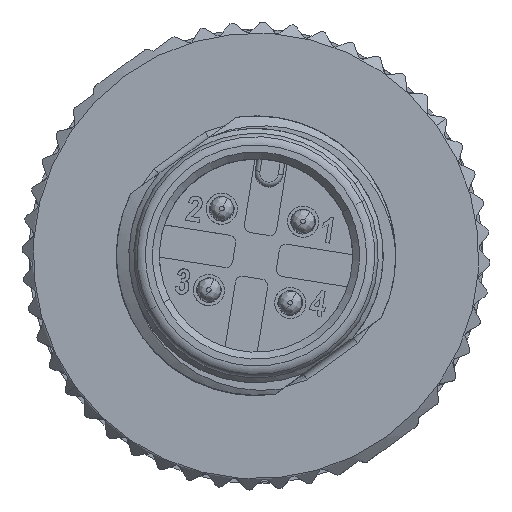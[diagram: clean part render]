
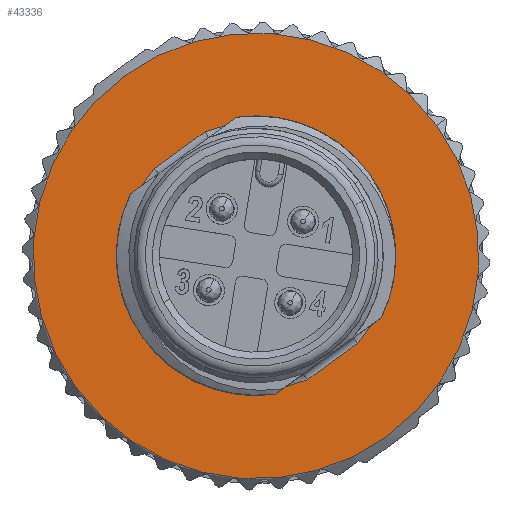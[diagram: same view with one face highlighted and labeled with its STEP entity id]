
A CAD part, top view. The second image highlights one B-rep face of the part: STEP entity #43336.
In plain terms, the highlighted planar face has unit normal (0, 0, 1).
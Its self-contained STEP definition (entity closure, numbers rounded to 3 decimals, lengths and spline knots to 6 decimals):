
#14789=CARTESIAN_POINT('',(-0.016873,0.,0.0148));
#14790=DIRECTION('',(0.,0.,1.));
#14791=DIRECTION('',(0.811,0.585,0.));
#14792=AXIS2_PLACEMENT_3D('',#14789,#14790,#14791);
#14794=CARTESIAN_POINT('',(-0.016873,0.,0.0148));
#14795=DIRECTION('',(0.,0.,1.));
#14796=DIRECTION('',(-0.811,-0.585,0.));
#14797=AXIS2_PLACEMENT_3D('',#14794,#14795,#14796);
#14799=CARTESIAN_POINT('',(-0.016873,0.,0.0148));
#14800=DIRECTION('',(0.,0.,-1.));
#14801=DIRECTION('',(0.379,-0.925,0.));
#14802=AXIS2_PLACEMENT_3D('',#14799,#14800,#14801);
#14804=CARTESIAN_POINT('',(-0.016873,0.,0.0148));
#14805=DIRECTION('',(0.,0.,-1.));
#14806=DIRECTION('',(0.811,0.585,0.));
#14807=AXIS2_PLACEMENT_3D('',#14804,#14805,#14806);
#14809=CARTESIAN_POINT('',(-0.016873,0.,0.0148));
#14810=DIRECTION('',(0.,0.,-1.));
#14811=DIRECTION('',(-0.379,0.925,0.));
#14812=AXIS2_PLACEMENT_3D('',#14809,#14810,#14811);
#14814=DIRECTION('',(-0.811,-0.585,0.));
#14815=VECTOR('',#14814,0.002696);
#14816=CARTESIAN_POINT('',(-0.019059,0.005329,0.0148));
#14817=LINE('',#14816,#14815);
#14824=CARTESIAN_POINT('',(-0.019059,0.005329,0.0148));
#14844=CARTESIAN_POINT('',(-0.021245,0.003751,0.0148));
#14868=DIRECTION('',(0.811,0.585,0.));
#14869=VECTOR('',#14868,0.002696);
#14870=CARTESIAN_POINT('',(-0.014688,-0.005329,0.0148));
#14871=LINE('',#14870,#14869);
#20854=VERTEX_POINT('',#14844);
#20857=VERTEX_POINT('',#14824);
#22160=CARTESIAN_POINT('',(-0.012204,0.003372,0.0148));
#22161=VERTEX_POINT('',#22160);
#22162=CARTESIAN_POINT('',(-0.012502,-0.003751,0.0148));
#22163=VERTEX_POINT('',#22162);
#22164=CARTESIAN_POINT('',(-0.014688,-0.005329,0.0148));
#22165=VERTEX_POINT('',#22164);
#23226=CARTESIAN_POINT('',(-0.024632,-0.005603,0.0148));
#23228=VERTEX_POINT('',#23226);
#23230=CARTESIAN_POINT('',(-0.009115,0.005603,0.0148));
#23232=VERTEX_POINT('',#23230);
#43315=CARTESIAN_POINT('',(-0.012447,0.003196,0.0148));
#43316=DIRECTION('',(0.,0.,1.));
#43317=DIRECTION('',(-0.811,-0.585,0.));
#43318=AXIS2_PLACEMENT_3D('',#43315,#43316,#43317);
#43319=PLANE('',#43318);
#43320=ORIENTED_EDGE('',*,*,#40409,.F.);
#43321=ORIENTED_EDGE('',*,*,#40812,.F.);
#43322=EDGE_LOOP('',(#43320,#43321));
#43323=FACE_OUTER_BOUND('',#43322,.F.);
#43325=ORIENTED_EDGE('',*,*,#43324,.T.);
#43327=ORIENTED_EDGE('',*,*,#43326,.F.);
#43329=ORIENTED_EDGE('',*,*,#43328,.T.);
#43331=ORIENTED_EDGE('',*,*,#43330,.F.);
#43333=ORIENTED_EDGE('',*,*,#43332,.F.);
#43334=EDGE_LOOP('',(#43325,#43327,#43329,#43331,#43333));
#43335=FACE_BOUND('',#43334,.F.);
#43336=ADVANCED_FACE('',(#43323,#43335),#43319,.T.);
#14793=CIRCLE('',#14792,0.00957);
#14798=CIRCLE('',#14797,0.00957);
#14803=CIRCLE('',#14802,0.00576);
#14808=CIRCLE('',#14807,0.00576);
#14813=CIRCLE('',#14812,0.00576);
#40409=EDGE_CURVE('',#23232,#23228,#14793,.T.);
#40812=EDGE_CURVE('',#23228,#23232,#14798,.T.);
#43324=EDGE_CURVE('',#20857,#20854,#14817,.T.);
#43326=EDGE_CURVE('',#22165,#20854,#14803,.T.);
#43328=EDGE_CURVE('',#22165,#22163,#14871,.T.);
#43330=EDGE_CURVE('',#22161,#22163,#14808,.T.);
#43332=EDGE_CURVE('',#20857,#22161,#14813,.T.);
